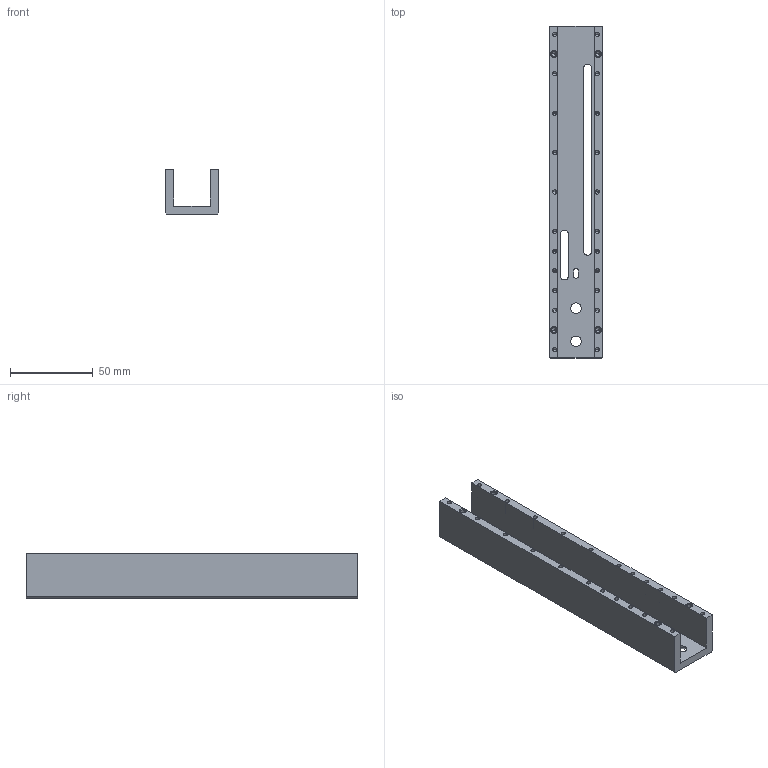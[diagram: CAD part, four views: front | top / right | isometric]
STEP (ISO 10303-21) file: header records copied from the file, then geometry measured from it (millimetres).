
FILE_DESCRIPTION (( 'STEP AP203' ), '1' );
FILE_NAME ('GUS-P1304_TUBE INTERIEUR_07012022.STEP', '2022-01-07T08:03:37', ( '' ), ( '' ), 'SwSTEP 2.0', 'SolidWorks 2020', '' );
FILE_SCHEMA (( 'CONFIG_CONTROL_DESIGN' ));
Length unit declared in the file: millimetre
Products named in the file (1): GUS-P1304_TUBE INTERIEUR_07012022
Bounding box: 32.2 x 200 x 27 mm (x, y, z)
Volume: 70209.4 mm3; surface area: 35270.6 mm2
Topology: 1 solids, 1 shells, 164 faces, 412 edges, 219 vertices
Faces by surface type: cone 74, cylinder 72, plane 18
Entity records: 4523 total; most frequent: DIRECTION 836, CARTESIAN_POINT 734, ORIENTED_EDGE 700, EDGE_CURVE 350, AXIS2_PLACEMENT_3D 321, VERTEX_POINT 219, EDGE_LOOP 205, VECTOR 194
